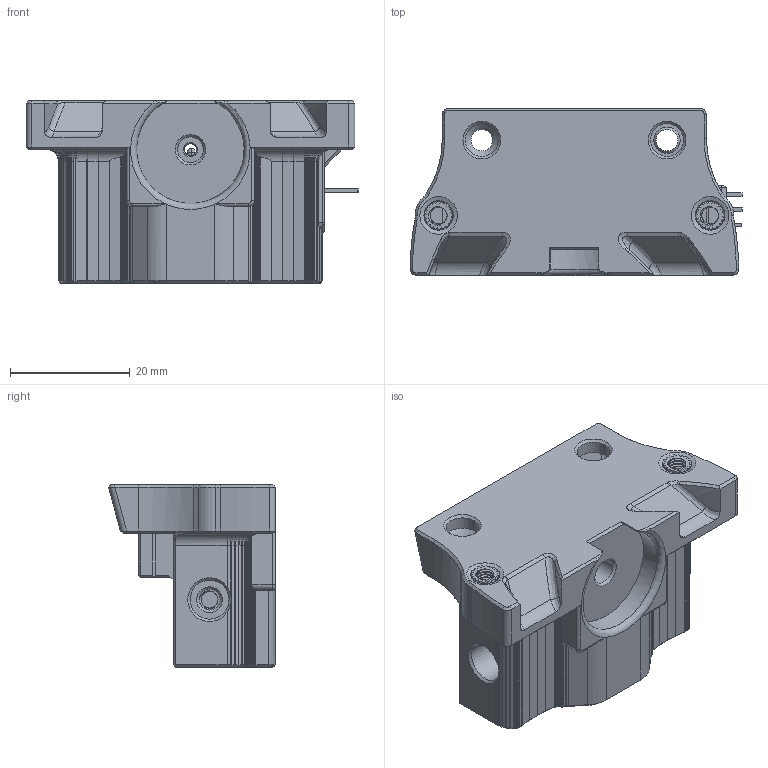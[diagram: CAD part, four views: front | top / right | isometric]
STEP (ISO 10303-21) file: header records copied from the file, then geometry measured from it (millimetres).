
FILE_DESCRIPTION(/* description */ (''),/* implementation_level */ '2;1');
FILE_NAME(/* name */ 'LGX Mount ERCF v2.step',/* time_stamp */ '2021-05-13T21:35:13+02:00',/* author */ (''),/* organization */ (''),/* preprocessor_version */ 'ST-DEVELOPER v18.1',/* originating_system */ 'Autodesk Translation Framework v10.6.0.1341',/* authorisation */ '');
FILE_SCHEMA (('AUTOMOTIVE_DESIGN { 1 0 10303 214 3 1 1 }'));
Length unit declared in the file: millimetre
Products named in the file (10): LGX ERCF Test2; Main Body; Parts; Brass Inserts; FilamentDetectorCartAssembly v2 (1); CartShell v43; Magnet6x3 v2; TL_IR_Sensor v1; Lever v60; Magnet6x3 v2 (1)
Assembly tree (13 placements, depth 4):
  LGX ERCF Test2
    Main Body
    Parts
      Brass Inserts  x5
    FilamentDetectorCartAssembly v2 (1)
      CartShell v43
        Magnet6x3 v2
      TL_IR_Sensor v1
      Lever v60
        Magnet6x3 v2 (1)
Bounding box: 55.55 x 27.9 x 30.55 mm (x, y, z)
Volume: 21268.7 mm3; surface area: 12599.2 mm2
Topology: 11 solids, 11 shells, 1534 faces, 4096 edges, 2594 vertices
Faces by surface type: bspline 489, plane 461, cylinder 403, cone 145, torus 35, sphere 1
Full cylindrical faces by diameter (mm): 1.8 x1, 1.9 x2, 2 x1, 2.1 x5, 2.15 x1, 2.82 x20, 3.5 x1, 3.6 x2, 4.133 x5, 4.148 x5, 4.3 x2, 4.7 x5, 5.5 x2, 6 x3, 6.5 x1
Entity records: 36033 total; most frequent: CARTESIAN_POINT 13246, ORIENTED_EDGE 4936, DIRECTION 4430, EDGE_CURVE 2468, VERTEX_POINT 1514, AXIS2_PLACEMENT_3D 1497, LINE 1436, VECTOR 1436
